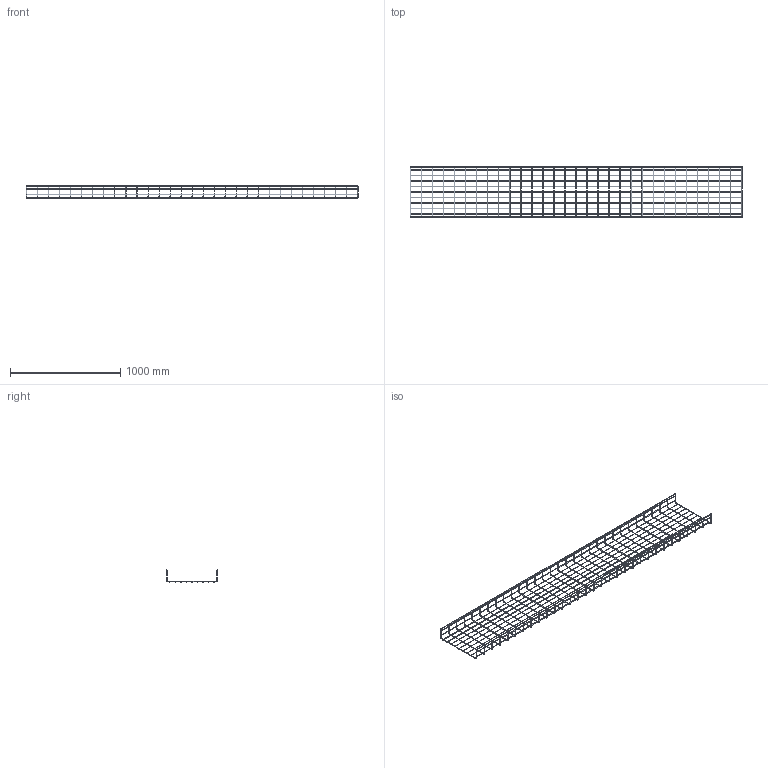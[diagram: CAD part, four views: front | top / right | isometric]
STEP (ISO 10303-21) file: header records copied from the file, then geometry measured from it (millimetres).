
FILE_DESCRIPTION(/* description */ (''),/* implementation_level */ '2;1');
FILE_NAME(/* name */ '001936.stp',/* time_stamp */ '2024-01-03T10:48:05+01:00',/* author */ ('bonnaudn'),/* organization */ (''),/* preprocessor_version */ 'ST-DEVELOPER v19.2',/* originating_system */ 'AutoCAD Mechanical',/* authorisation */ '');
FILE_SCHEMA (('AUTOMOTIVE_DESIGN { 1 0 10303 214 3 1 1 }'));
Length unit declared in the file: millimetre
Products named in the file (3): Product; *U1; *U0
Assembly tree (32 placements, depth 3):
  Product
    *U1
      *U0  x31
Bounding box: 3005.5 x 470.14 x 109.57 mm (x, y, z)
Volume: 1226917.5 mm3; surface area: 990688.8 mm2
Topology: 46 solids, 46 shells, 262 faces, 510 edges, 340 vertices
Faces by surface type: cylinder 108, plane 92, torus 62
Full cylindrical faces by diameter (mm): 3.9 x9, 5.5 x99
Entity records: 1323 total; most frequent: DIRECTION 276, CARTESIAN_POINT 187, AXIS2_PLACEMENT_3D 129, ORIENTED_EDGE 120, EDGE_CURVE 60, FACE_OUTER_BOUND 52, EDGE_LOOP 52, ADVANCED_FACE 52
